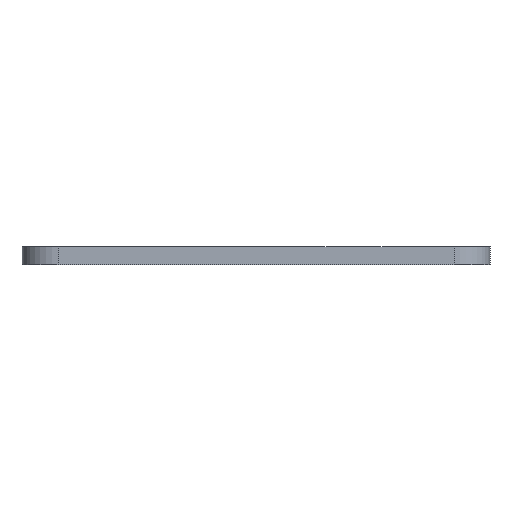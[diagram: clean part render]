
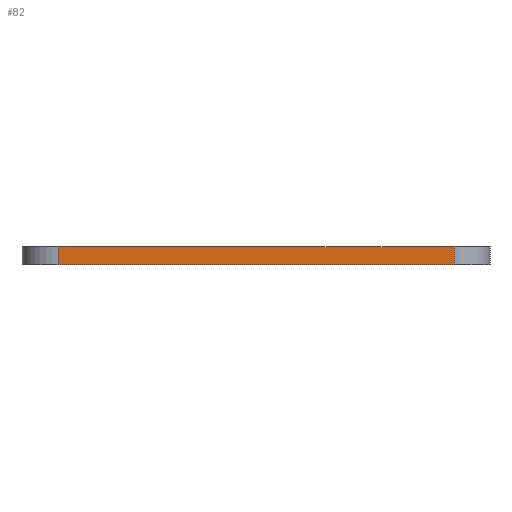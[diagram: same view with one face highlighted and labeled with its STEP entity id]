
A CAD part, front view. The second image highlights one B-rep face of the part: STEP entity #82.
In plain terms, the highlighted planar face has unit normal (0, -1, 0).
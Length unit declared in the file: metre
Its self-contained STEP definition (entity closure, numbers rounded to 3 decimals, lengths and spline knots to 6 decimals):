
#82 = ADVANCED_FACE( '', ( #192 ), #193, .T. );
#192 = FACE_OUTER_BOUND( '', #325, .T. );
#193 = PLANE( '', #326 );
#325 = EDGE_LOOP( '', ( #511, #512, #513, #514 ) );
#326 = AXIS2_PLACEMENT_3D( '', #515, #516, #517 );
#511 = ORIENTED_EDGE( '', *, *, #662, .T. );
#512 = ORIENTED_EDGE( '', *, *, #673, .T. );
#513 = ORIENTED_EDGE( '', *, *, #689, .F. );
#514 = ORIENTED_EDGE( '', *, *, #675, .T. );
#515 = CARTESIAN_POINT( '', ( 0.005, -0.065, 0.005 ) );
#516 = DIRECTION( '', ( 0., -1., 0. ) );
#517 = DIRECTION( '', ( 1., 0., 0. ) );
#662 = EDGE_CURVE( '', #783, #781, #784, .T. );
#673 = EDGE_CURVE( '', #781, #799, #801, .T. );
#675 = EDGE_CURVE( '', #803, #783, #804, .F. );
#689 = EDGE_CURVE( '', #803, #799, #824, .T. );
#781 = VERTEX_POINT( '', #935 );
#783 = VERTEX_POINT( '', #937 );
#784 = LINE( '', #938, #939 );
#799 = VERTEX_POINT( '', #957 );
#801 = LINE( '', #959, #960 );
#803 = VERTEX_POINT( '', #962 );
#804 = LINE( '', #963, #964 );
#824 = LINE( '', #985, #986 );
#935 = CARTESIAN_POINT( '', ( -0.055, -0.065, 0.005 ) );
#937 = CARTESIAN_POINT( '', ( 0.055, -0.065, 0.005 ) );
#938 = CARTESIAN_POINT( '', ( 0.005, -0.065, 0.005 ) );
#939 = VECTOR( '', #1101, 1. );
#957 = CARTESIAN_POINT( '', ( -0.055, -0.065, 0. ) );
#959 = CARTESIAN_POINT( '', ( -0.055, -0.065, 0.005 ) );
#960 = VECTOR( '', #1120, 1. );
#962 = CARTESIAN_POINT( '', ( 0.055, -0.065, 0. ) );
#963 = CARTESIAN_POINT( '', ( 0.055, -0.065, 0.005 ) );
#964 = VECTOR( '', #1121, 1. );
#985 = CARTESIAN_POINT( '', ( 0.005, -0.065, 0. ) );
#986 = VECTOR( '', #1141, 1. );
#1101 = DIRECTION( '', ( -1., 0., 0. ) );
#1120 = DIRECTION( '', ( 0., 0., -1. ) );
#1121 = DIRECTION( '', ( 0., 0., -1. ) );
#1141 = DIRECTION( '', ( -1., 0., 0. ) );
